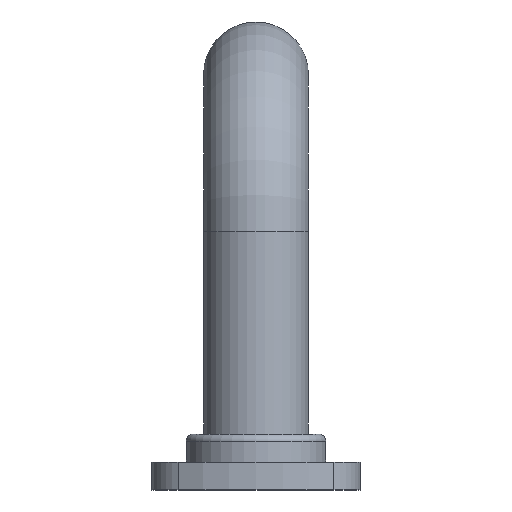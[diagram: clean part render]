
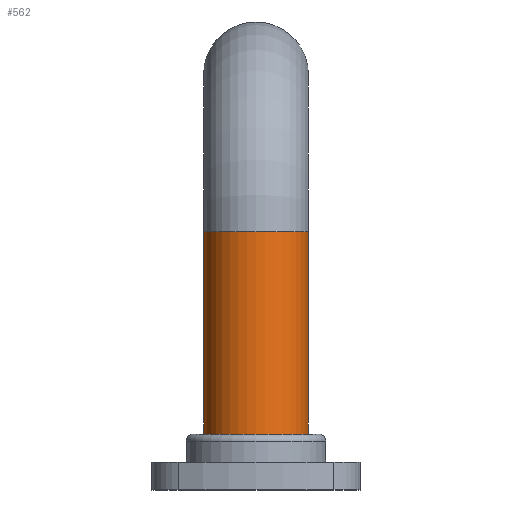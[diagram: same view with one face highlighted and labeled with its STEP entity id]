
A CAD part, front view. The second image highlights one B-rep face of the part: STEP entity #562.
In plain terms, the highlighted cylindrical face has radius 7.5 mm (diameter 15 mm), a full revolution.
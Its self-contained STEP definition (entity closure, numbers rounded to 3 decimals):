
#61=FACE_OUTER_BOUND('',#91,.T.);
#91=EDGE_LOOP('',(#400,#401,#402,#403,#404));
#130=LINE('',#986,#155);
#155=VECTOR('',#781,7.5);
#187=CIRCLE('',#664,7.5);
#188=CIRCLE('',#665,7.5);
#189=CIRCLE('',#667,7.5);
#243=VERTEX_POINT('',#979);
#244=VERTEX_POINT('',#981);
#245=VERTEX_POINT('',#985);
#305=EDGE_CURVE('',#244,#243,#187,.T.);
#306=EDGE_CURVE('',#243,#244,#188,.T.);
#307=EDGE_CURVE('',#244,#245,#130,.T.);
#308=EDGE_CURVE('',#245,#245,#189,.T.);
#400=ORIENTED_EDGE('',*,*,#305,.T.);
#401=ORIENTED_EDGE('',*,*,#306,.T.);
#402=ORIENTED_EDGE('',*,*,#307,.T.);
#403=ORIENTED_EDGE('',*,*,#308,.F.);
#404=ORIENTED_EDGE('',*,*,#307,.F.);
#545=CYLINDRICAL_SURFACE('',#666,7.5);
#562=ADVANCED_FACE('',(#61),#545,.T.);
#664=AXIS2_PLACEMENT_3D('',#982,#775,#776);
#665=AXIS2_PLACEMENT_3D('',#983,#777,#778);
#666=AXIS2_PLACEMENT_3D('',#984,#779,#780);
#667=AXIS2_PLACEMENT_3D('',#987,#782,#783);
#775=DIRECTION('center_axis',(0.,0.,-1.));
#776=DIRECTION('ref_axis',(-1.,0.,0.));
#777=DIRECTION('center_axis',(0.,0.,-1.));
#778=DIRECTION('ref_axis',(-1.,0.,0.));
#779=DIRECTION('center_axis',(0.,0.,1.));
#780=DIRECTION('ref_axis',(-1.,0.,0.));
#781=DIRECTION('',(0.,0.,-1.));
#782=DIRECTION('center_axis',(0.,0.,-1.));
#783=DIRECTION('ref_axis',(-1.,0.,0.));
#979=CARTESIAN_POINT('',(0.,7.5,32.));
#981=CARTESIAN_POINT('',(7.5,0.,32.));
#982=CARTESIAN_POINT('Origin',(0.,0.,32.));
#983=CARTESIAN_POINT('Origin',(0.,0.,32.));
#984=CARTESIAN_POINT('Origin',(0.,0.,0.));
#985=CARTESIAN_POINT('',(7.5,0.,0.));
#986=CARTESIAN_POINT('',(7.5,0.,0.));
#987=CARTESIAN_POINT('Origin',(0.,0.,0.));
